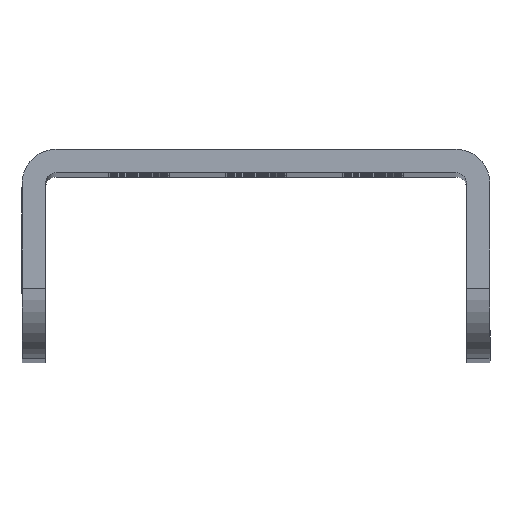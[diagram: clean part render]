
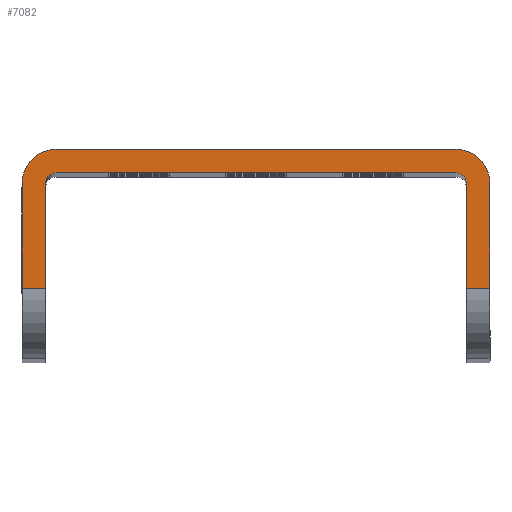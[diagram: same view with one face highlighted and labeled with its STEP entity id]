
A CAD part, top view. The second image highlights one B-rep face of the part: STEP entity #7082.
In plain terms, the highlighted planar face has unit normal (0, 0, 1).
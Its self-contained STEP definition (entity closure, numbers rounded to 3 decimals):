
#26 = CARTESIAN_POINT ( 'NONE',  ( -56.903, 5.143, 392. ) ) ;
#88 = CARTESIAN_POINT ( 'NONE',  ( -56.903, 4.406, 392. ) ) ;
#92 = ORIENTED_EDGE ( 'NONE', *, *, #2182, .T. ) ;
#101 = AXIS2_PLACEMENT_3D ( 'NONE', #631, #3212, #8384 ) ;
#196 = CARTESIAN_POINT ( 'NONE',  ( -26.503, 4.406, 392. ) ) ;
#241 = CARTESIAN_POINT ( 'NONE',  ( -28.103, 6.743, 392. ) ) ;
#341 = ORIENTED_EDGE ( 'NONE', *, *, #5191, .F. ) ;
#356 = CARTESIAN_POINT ( 'NONE',  ( -56.167, 4.406, 392. ) ) ;
#371 = LINE ( 'NONE', #2088, #7027 ) ;
#514 = CIRCLE ( 'NONE', #101, 2.337 ) ;
#552 = EDGE_CURVE ( 'NONE', #7346, #7858, #8323, .T. ) ;
#585 = VERTEX_POINT ( 'NONE', #5017 ) ;
#631 = CARTESIAN_POINT ( 'NONE',  ( -28.84, 4.406, 392. ) ) ;
#699 = DIRECTION ( 'NONE',  ( 1., 0., 0. ) ) ;
#726 = VERTEX_POINT ( 'NONE', #5226 ) ;
#772 = PLANE ( 'NONE',  #3370 ) ;
#861 = DIRECTION ( 'NONE',  ( 0., 0., 1. ) ) ;
#948 = CARTESIAN_POINT ( 'NONE',  ( -58.503, 6.743, 392. ) ) ;
#1161 = AXIS2_PLACEMENT_3D ( 'NONE', #8181, #7458, #1829 ) ;
#1170 = VERTEX_POINT ( 'NONE', #2025 ) ;
#1317 = EDGE_CURVE ( 'NONE', #2186, #5680, #3359, .T. ) ;
#1353 = ORIENTED_EDGE ( 'NONE', *, *, #5341, .T. ) ;
#1416 = DIRECTION ( 'NONE',  ( 0., 1., 0. ) ) ;
#1463 = CARTESIAN_POINT ( 'NONE',  ( -26.503, 6.743, 392. ) ) ;
#1476 = VERTEX_POINT ( 'NONE', #6197 ) ;
#1639 = CARTESIAN_POINT ( 'NONE',  ( -56.167, 5.143, 392. ) ) ;
#1758 = CARTESIAN_POINT ( 'NONE',  ( -26.503, -2.757, 392. ) ) ;
#1767 = VECTOR ( 'NONE', #6381, 1000. ) ;
#1821 = ORIENTED_EDGE ( 'NONE', *, *, #4019, .F. ) ;
#1829 = DIRECTION ( 'NONE',  ( -1., 0., 0. ) ) ;
#2020 = CARTESIAN_POINT ( 'NONE',  ( -28.84, 6.743, 392. ) ) ;
#2025 = CARTESIAN_POINT ( 'NONE',  ( -58.503, 4.406, 392. ) ) ;
#2088 = CARTESIAN_POINT ( 'NONE',  ( -28.84, -2.757, 392. ) ) ;
#2181 = CARTESIAN_POINT ( 'NONE',  ( -56.903, 4.406, 392. ) ) ;
#2182 = EDGE_CURVE ( 'NONE', #4950, #726, #6128, .T. ) ;
#2186 = VERTEX_POINT ( 'NONE', #196 ) ;
#2548 = EDGE_CURVE ( 'NONE', #1476, #4950, #6842, .T. ) ;
#2574 = LINE ( 'NONE', #26, #3101 ) ;
#2669 = EDGE_CURVE ( 'NONE', #1170, #3417, #3061, .T. ) ;
#2812 = LINE ( 'NONE', #3530, #7239 ) ;
#3061 = CIRCLE ( 'NONE', #6440, 2.337 ) ;
#3101 = VECTOR ( 'NONE', #699, 1000. ) ;
#3155 = ORIENTED_EDGE ( 'NONE', *, *, #3702, .F. ) ;
#3212 = DIRECTION ( 'NONE',  ( 0., 0., -1. ) ) ;
#3355 = FACE_OUTER_BOUND ( 'NONE', #5456, .T. ) ;
#3359 = LINE ( 'NONE', #1463, #4090 ) ;
#3370 = AXIS2_PLACEMENT_3D ( 'NONE', #2181, #861, #3483 ) ;
#3417 = VERTEX_POINT ( 'NONE', #3826 ) ;
#3457 = EDGE_CURVE ( 'NONE', #4735, #585, #371, .T. ) ;
#3483 = DIRECTION ( 'NONE',  ( 1., 0., 0. ) ) ;
#3530 = CARTESIAN_POINT ( 'NONE',  ( -56.903, -7.557, 392. ) ) ;
#3702 = EDGE_CURVE ( 'NONE', #4735, #1170, #7687, .T. ) ;
#3826 = CARTESIAN_POINT ( 'NONE',  ( -56.167, 6.743, 392. ) ) ;
#3947 = CARTESIAN_POINT ( 'NONE',  ( -58.503, -2.757, 392. ) ) ;
#4019 = EDGE_CURVE ( 'NONE', #5680, #726, #5531, .T. ) ;
#4090 = VECTOR ( 'NONE', #5481, 1000. ) ;
#4174 = DIRECTION ( 'NONE',  ( 0., 0., -1. ) ) ;
#4205 = VECTOR ( 'NONE', #6791, 1000. ) ;
#4219 = CARTESIAN_POINT ( 'NONE',  ( -28.84, 4.406, 392. ) ) ;
#4236 = DIRECTION ( 'NONE',  ( 1., 0., 0. ) ) ;
#4408 = ORIENTED_EDGE ( 'NONE', *, *, #552, .T. ) ;
#4735 = VERTEX_POINT ( 'NONE', #3947 ) ;
#4781 = ORIENTED_EDGE ( 'NONE', *, *, #3457, .T. ) ;
#4810 = DIRECTION ( 'NONE',  ( -1., 0., 0. ) ) ;
#4860 = CARTESIAN_POINT ( 'NONE',  ( -26.503, -2.757, 392. ) ) ;
#4950 = VERTEX_POINT ( 'NONE', #8135 ) ;
#4981 = DIRECTION ( 'NONE',  ( 1., 0., 0. ) ) ;
#5017 = CARTESIAN_POINT ( 'NONE',  ( -56.903, -2.757, 392. ) ) ;
#5191 = EDGE_CURVE ( 'NONE', #5377, #2186, #514, .T. ) ;
#5226 = CARTESIAN_POINT ( 'NONE',  ( -28.103, -2.757, 392. ) ) ;
#5341 = EDGE_CURVE ( 'NONE', #7858, #1476, #2574, .T. ) ;
#5377 = VERTEX_POINT ( 'NONE', #2020 ) ;
#5428 = VECTOR ( 'NONE', #6167, 1000. ) ;
#5435 = ORIENTED_EDGE ( 'NONE', *, *, #8333, .T. ) ;
#5456 = EDGE_LOOP ( 'NONE', ( #1353, #5865, #92, #1821, #5551, #341, #8290, #6254, #3155, #4781, #5435, #4408 ) ) ;
#5481 = DIRECTION ( 'NONE',  ( 0., -1., 0. ) ) ;
#5531 = LINE ( 'NONE', #4860, #4205 ) ;
#5551 = ORIENTED_EDGE ( 'NONE', *, *, #1317, .F. ) ;
#5607 = LINE ( 'NONE', #948, #7295 ) ;
#5680 = VERTEX_POINT ( 'NONE', #1758 ) ;
#5732 = EDGE_CURVE ( 'NONE', #3417, #5377, #5607, .T. ) ;
#5865 = ORIENTED_EDGE ( 'NONE', *, *, #2548, .T. ) ;
#6036 = DIRECTION ( 'NONE',  ( 0., 0., -1. ) ) ;
#6128 = LINE ( 'NONE', #241, #5428 ) ;
#6167 = DIRECTION ( 'NONE',  ( 0., -1., 0. ) ) ;
#6197 = CARTESIAN_POINT ( 'NONE',  ( -28.84, 5.143, 392. ) ) ;
#6254 = ORIENTED_EDGE ( 'NONE', *, *, #2669, .F. ) ;
#6381 = DIRECTION ( 'NONE',  ( 0., 1., 0. ) ) ;
#6440 = AXIS2_PLACEMENT_3D ( 'NONE', #356, #6036, #4810 ) ;
#6791 = DIRECTION ( 'NONE',  ( -1., 0., 0. ) ) ;
#6842 = CIRCLE ( 'NONE', #7928, 0.737 ) ;
#6885 = CARTESIAN_POINT ( 'NONE',  ( -58.503, -7.557, 392. ) ) ;
#7027 = VECTOR ( 'NONE', #4236, 1000. ) ;
#7082 = ADVANCED_FACE ( 'NONE', ( #3355 ), #772, .T. ) ;
#7239 = VECTOR ( 'NONE', #1416, 1000. ) ;
#7295 = VECTOR ( 'NONE', #4981, 1000. ) ;
#7346 = VERTEX_POINT ( 'NONE', #88 ) ;
#7458 = DIRECTION ( 'NONE',  ( 0., 0., -1. ) ) ;
#7687 = LINE ( 'NONE', #6885, #1767 ) ;
#7858 = VERTEX_POINT ( 'NONE', #1639 ) ;
#7928 = AXIS2_PLACEMENT_3D ( 'NONE', #4219, #4174, #8105 ) ;
#8105 = DIRECTION ( 'NONE',  ( -1., 0., 0. ) ) ;
#8135 = CARTESIAN_POINT ( 'NONE',  ( -28.103, 4.406, 392. ) ) ;
#8181 = CARTESIAN_POINT ( 'NONE',  ( -56.167, 4.406, 392. ) ) ;
#8290 = ORIENTED_EDGE ( 'NONE', *, *, #5732, .F. ) ;
#8323 = CIRCLE ( 'NONE', #1161, 0.737 ) ;
#8333 = EDGE_CURVE ( 'NONE', #585, #7346, #2812, .T. ) ;
#8384 = DIRECTION ( 'NONE',  ( -1., 0., 0. ) ) ;
